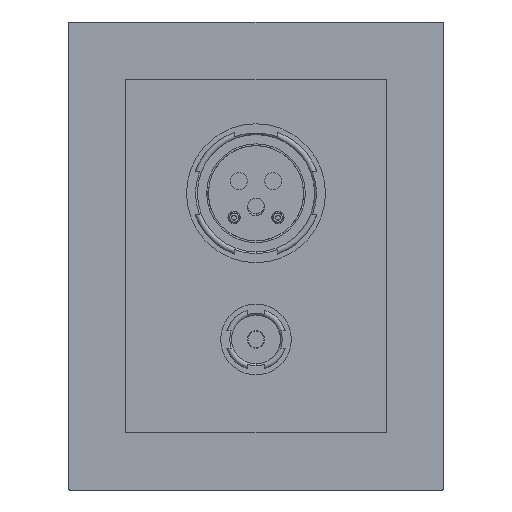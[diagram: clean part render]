
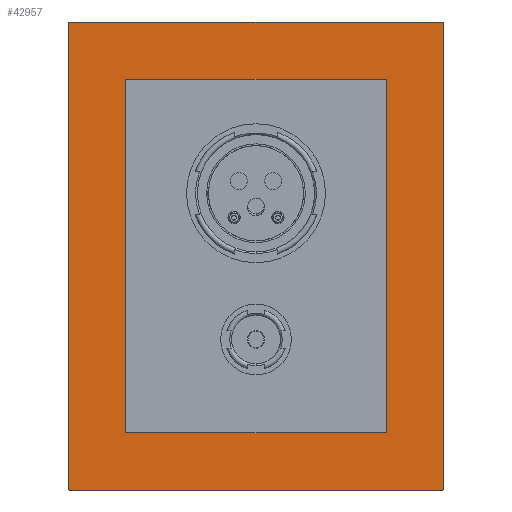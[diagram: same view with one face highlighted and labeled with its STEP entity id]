
A CAD part, front view. The second image highlights one B-rep face of the part: STEP entity #42957.
In plain terms, the highlighted planar face has unit normal (0, -1, 0).
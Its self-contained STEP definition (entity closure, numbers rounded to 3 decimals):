
#41829=CARTESIAN_POINT('',(76.5,46.,95.25));
#41830=DIRECTION('',(0.,-1.,0.));
#41831=DIRECTION('',(1.,0.,0.));
#41832=AXIS2_PLACEMENT_3D('',#41829,#41830,#41831);
#41834=DIRECTION('',(0.,0.,-1.));
#41835=VECTOR('',#41834,191.);
#41836=CARTESIAN_POINT('',(77.,46.,95.25));
#41837=LINE('',#41836,#41835);
#41838=CARTESIAN_POINT('',(76.5,46.,-95.75));
#41839=DIRECTION('',(0.,-1.,0.));
#41840=DIRECTION('',(0.,0.,-1.));
#41841=AXIS2_PLACEMENT_3D('',#41838,#41839,#41840);
#41843=DIRECTION('',(-1.,0.,0.));
#41844=VECTOR('',#41843,153.);
#41845=CARTESIAN_POINT('',(76.5,46.,-96.25));
#41846=LINE('',#41845,#41844);
#41847=CARTESIAN_POINT('',(-76.5,46.,-95.75));
#41848=DIRECTION('',(0.,-1.,0.));
#41849=DIRECTION('',(-1.,0.,0.));
#41850=AXIS2_PLACEMENT_3D('',#41847,#41848,#41849);
#41852=DIRECTION('',(0.,0.,1.));
#41853=VECTOR('',#41852,191.);
#41854=CARTESIAN_POINT('',(-77.,46.,-95.75));
#41855=LINE('',#41854,#41853);
#41856=CARTESIAN_POINT('',(-76.5,46.,95.25));
#41857=DIRECTION('',(0.,-1.,0.));
#41858=DIRECTION('',(0.,0.,1.));
#41859=AXIS2_PLACEMENT_3D('',#41856,#41857,#41858);
#41861=DIRECTION('',(1.,0.,0.));
#41862=VECTOR('',#41861,153.);
#41863=CARTESIAN_POINT('',(-76.5,46.,95.75));
#41864=LINE('',#41863,#41862);
#41945=DIRECTION('',(-1.,0.,0.));
#41946=VECTOR('',#41945,107.);
#41947=CARTESIAN_POINT('',(53.5,46.,-72.75));
#41948=LINE('',#41947,#41946);
#41989=DIRECTION('',(0.,0.,1.));
#41990=VECTOR('',#41989,145.);
#41991=CARTESIAN_POINT('',(-53.5,46.,-72.75));
#41992=LINE('',#41991,#41990);
#41997=DIRECTION('',(1.,0.,0.));
#41998=VECTOR('',#41997,107.);
#41999=CARTESIAN_POINT('',(-53.5,46.,72.25));
#42000=LINE('',#41999,#41998);
#42005=DIRECTION('',(0.,0.,-1.));
#42006=VECTOR('',#42005,145.);
#42007=CARTESIAN_POINT('',(53.5,46.,72.25));
#42008=LINE('',#42007,#42006);
#42729=CARTESIAN_POINT('',(77.,46.,95.25));
#42730=CARTESIAN_POINT('',(76.5,46.,95.75));
#42731=VERTEX_POINT('',#42729);
#42732=VERTEX_POINT('',#42730);
#42733=CARTESIAN_POINT('',(76.5,46.,-96.25));
#42734=CARTESIAN_POINT('',(77.,46.,-95.75));
#42735=VERTEX_POINT('',#42733);
#42736=VERTEX_POINT('',#42734);
#42737=CARTESIAN_POINT('',(-76.5,46.,95.75));
#42738=CARTESIAN_POINT('',(-77.,46.,95.25));
#42739=VERTEX_POINT('',#42737);
#42740=VERTEX_POINT('',#42738);
#42741=CARTESIAN_POINT('',(-77.,46.,-95.75));
#42742=CARTESIAN_POINT('',(-76.5,46.,-96.25));
#42743=VERTEX_POINT('',#42741);
#42744=VERTEX_POINT('',#42742);
#42769=CARTESIAN_POINT('',(53.5,46.,-72.75));
#42770=CARTESIAN_POINT('',(-53.5,46.,-72.75));
#42771=VERTEX_POINT('',#42769);
#42772=VERTEX_POINT('',#42770);
#42773=CARTESIAN_POINT('',(53.5,46.,72.25));
#42774=VERTEX_POINT('',#42773);
#42775=CARTESIAN_POINT('',(-53.5,46.,72.25));
#42776=VERTEX_POINT('',#42775);
#42926=CARTESIAN_POINT('',(0.,46.,-0.25));
#42927=DIRECTION('',(0.,1.,0.));
#42928=DIRECTION('',(1.,0.,0.));
#42929=AXIS2_PLACEMENT_3D('',#42926,#42927,#42928);
#42930=PLANE('',#42929);
#42932=ORIENTED_EDGE('',*,*,#42931,.F.);
#42934=ORIENTED_EDGE('',*,*,#42933,.T.);
#42935=ORIENTED_EDGE('',*,*,#42912,.F.);
#42936=ORIENTED_EDGE('',*,*,#42794,.T.);
#42938=ORIENTED_EDGE('',*,*,#42937,.F.);
#42940=ORIENTED_EDGE('',*,*,#42939,.T.);
#42942=ORIENTED_EDGE('',*,*,#42941,.F.);
#42944=ORIENTED_EDGE('',*,*,#42943,.T.);
#42945=EDGE_LOOP('',(#42932,#42934,#42935,#42936,#42938,#42940,#42942,#42944));
#42946=FACE_OUTER_BOUND('',#42945,.F.);
#42948=ORIENTED_EDGE('',*,*,#42947,.F.);
#42950=ORIENTED_EDGE('',*,*,#42949,.F.);
#42952=ORIENTED_EDGE('',*,*,#42951,.F.);
#42954=ORIENTED_EDGE('',*,*,#42953,.F.);
#42955=EDGE_LOOP('',(#42948,#42950,#42952,#42954));
#42956=FACE_BOUND('',#42955,.F.);
#42957=ADVANCED_FACE('',(#42946,#42956),#42930,.F.);
#41833=CIRCLE('',#41832,0.5);
#41842=CIRCLE('',#41841,0.5);
#41851=CIRCLE('',#41850,0.5);
#41860=CIRCLE('',#41859,0.5);
#42794=EDGE_CURVE('',#42735,#42744,#41846,.T.);
#42912=EDGE_CURVE('',#42735,#42736,#41842,.T.);
#42931=EDGE_CURVE('',#42731,#42732,#41833,.T.);
#42933=EDGE_CURVE('',#42731,#42736,#41837,.T.);
#42937=EDGE_CURVE('',#42743,#42744,#41851,.T.);
#42939=EDGE_CURVE('',#42743,#42740,#41855,.T.);
#42941=EDGE_CURVE('',#42739,#42740,#41860,.T.);
#42943=EDGE_CURVE('',#42739,#42732,#41864,.T.);
#42947=EDGE_CURVE('',#42771,#42772,#41948,.T.);
#42949=EDGE_CURVE('',#42774,#42771,#42008,.T.);
#42951=EDGE_CURVE('',#42776,#42774,#42000,.T.);
#42953=EDGE_CURVE('',#42772,#42776,#41992,.T.);
